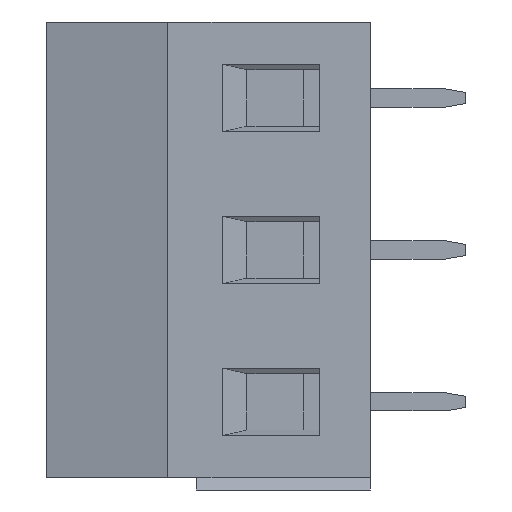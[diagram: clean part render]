
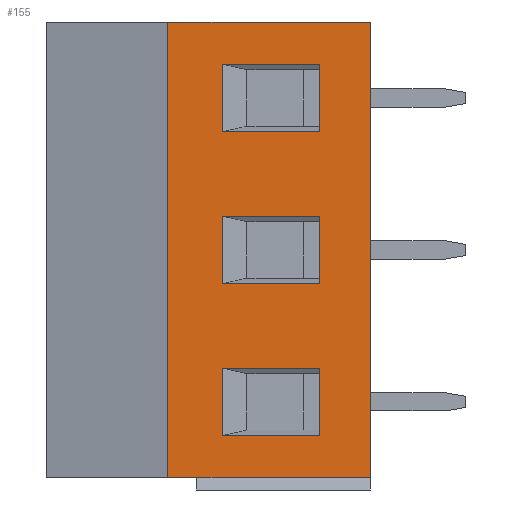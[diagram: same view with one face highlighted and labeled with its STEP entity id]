
A CAD part, left-side view. The second image highlights one B-rep face of the part: STEP entity #155.
In plain terms, the highlighted planar face has unit normal (-1, 0, 0).
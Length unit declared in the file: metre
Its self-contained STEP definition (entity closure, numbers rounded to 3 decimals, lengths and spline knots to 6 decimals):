
#155=ADVANCED_FACE('',(#385,#386,#387,#388),#389,.F.);
#385=FACE_OUTER_BOUND('',#689,.T.);
#386=FACE_BOUND('',#690,.T.);
#387=FACE_BOUND('',#691,.T.);
#388=FACE_BOUND('',#692,.T.);
#389=PLANE('',#693);
#689=EDGE_LOOP('',(#1120,#1121,#1122,#1123));
#690=EDGE_LOOP('',(#1124,#1125,#1126,#1127));
#691=EDGE_LOOP('',(#1128,#1129,#1130,#1131));
#692=EDGE_LOOP('',(#1132,#1133,#1134,#1135));
#693=AXIS2_PLACEMENT_3D('',#1136,#1137,#1138);
#1120=ORIENTED_EDGE('',*,*,#1789,.T.);
#1121=ORIENTED_EDGE('',*,*,#1902,.F.);
#1122=ORIENTED_EDGE('',*,*,#1818,.F.);
#1123=ORIENTED_EDGE('',*,*,#1824,.T.);
#1124=ORIENTED_EDGE('',*,*,#1903,.F.);
#1125=ORIENTED_EDGE('',*,*,#1904,.F.);
#1126=ORIENTED_EDGE('',*,*,#1865,.T.);
#1127=ORIENTED_EDGE('',*,*,#1905,.F.);
#1128=ORIENTED_EDGE('',*,*,#1906,.F.);
#1129=ORIENTED_EDGE('',*,*,#1907,.F.);
#1130=ORIENTED_EDGE('',*,*,#1908,.T.);
#1131=ORIENTED_EDGE('',*,*,#1909,.F.);
#1132=ORIENTED_EDGE('',*,*,#1898,.F.);
#1133=ORIENTED_EDGE('',*,*,#1910,.F.);
#1134=ORIENTED_EDGE('',*,*,#1911,.T.);
#1135=ORIENTED_EDGE('',*,*,#1912,.F.);
#1136=CARTESIAN_POINT('',(0.189832,0.129229,-0.00508));
#1137=DIRECTION('',(1.0,0.0,0.0));
#1138=DIRECTION('',(0.0,1.0,0.0));
#1789=EDGE_CURVE('',#2132,#2129,#2133,.T.);
#1818=EDGE_CURVE('',#2185,#2186,#2187,.T.);
#1824=EDGE_CURVE('',#2185,#2132,#2196,.T.);
#1865=EDGE_CURVE('',#2266,#2263,#2267,.T.);
#1898=EDGE_CURVE('',#2319,#2322,#2323,.T.);
#1902=EDGE_CURVE('',#2186,#2129,#2328,.T.);
#1903=EDGE_CURVE('',#2329,#2330,#2331,.T.);
#1904=EDGE_CURVE('',#2266,#2329,#2332,.T.);
#1905=EDGE_CURVE('',#2330,#2263,#2333,.T.);
#1906=EDGE_CURVE('',#2334,#2335,#2336,.T.);
#1907=EDGE_CURVE('',#2337,#2334,#2338,.T.);
#1908=EDGE_CURVE('',#2337,#2339,#2340,.T.);
#1909=EDGE_CURVE('',#2335,#2339,#2341,.T.);
#1910=EDGE_CURVE('',#2342,#2319,#2343,.T.);
#1911=EDGE_CURVE('',#2342,#2344,#2345,.T.);
#1912=EDGE_CURVE('',#2322,#2344,#2346,.T.);
#2129=VERTEX_POINT('',#2623);
#2132=VERTEX_POINT('',#2627);
#2133=LINE('',#2628,#2629);
#2185=VERTEX_POINT('',#2706);
#2186=VERTEX_POINT('',#2707);
#2187=LINE('',#2708,#2709);
#2196=LINE('',#2722,#2723);
#2263=VERTEX_POINT('',#2816);
#2266=VERTEX_POINT('',#2820);
#2267=LINE('',#2821,#2822);
#2319=VERTEX_POINT('',#2894);
#2322=VERTEX_POINT('',#2898);
#2323=LINE('',#2899,#2900);
#2328=LINE('',#2907,#2908);
#2329=VERTEX_POINT('',#2909);
#2330=VERTEX_POINT('',#2910);
#2331=LINE('',#2911,#2912);
#2332=LINE('',#2913,#2914);
#2333=LINE('',#2915,#2916);
#2334=VERTEX_POINT('',#2917);
#2335=VERTEX_POINT('',#2918);
#2336=LINE('',#2919,#2920);
#2337=VERTEX_POINT('',#2921);
#2338=LINE('',#2922,#2923);
#2339=VERTEX_POINT('',#2924);
#2340=LINE('',#2925,#2926);
#2341=LINE('',#2927,#2928);
#2342=VERTEX_POINT('',#2929);
#2343=LINE('',#2930,#2931);
#2344=VERTEX_POINT('',#2932);
#2345=LINE('',#2933,#2934);
#2346=LINE('',#2935,#2936);
#2623=CARTESIAN_POINT('',(0.189832,0.129229,0.00605));
#2627=CARTESIAN_POINT('',(0.189832,0.129229,-0.01645));
#2628=CARTESIAN_POINT('',(0.189832,0.129229,-0.00508));
#2629=VECTOR('',#3300,1.0);
#2706=CARTESIAN_POINT('',(0.189832,0.139229,-0.01645));
#2707=CARTESIAN_POINT('',(0.189832,0.139229,0.00605));
#2708=CARTESIAN_POINT('',(0.189832,0.139229,-0.00508));
#2709=VECTOR('',#3326,1.0);
#2722=CARTESIAN_POINT('',(0.189832,0.129229,-0.01645));
#2723=VECTOR('',#3331,1.0);
#2816=CARTESIAN_POINT('',(0.189832,0.131729,-0.006868));
#2820=CARTESIAN_POINT('',(0.189832,0.131729,-0.003532));
#2821=CARTESIAN_POINT('',(0.189832,0.131729,-0.0179));
#2822=VECTOR('',#3377,1.0);
#2894=CARTESIAN_POINT('',(0.189832,0.136521,0.003968));
#2898=CARTESIAN_POINT('',(0.189832,0.136521,0.000632));
#2899=CARTESIAN_POINT('',(0.189832,0.136521,0.0009));
#2900=VECTOR('',#3414,1.0);
#2907=CARTESIAN_POINT('',(0.189832,0.129229,0.00605));
#2908=VECTOR('',#3417,1.0);
#2909=CARTESIAN_POINT('',(0.189832,0.136521,-0.003532));
#2910=CARTESIAN_POINT('',(0.189832,0.136521,-0.006868));
#2911=CARTESIAN_POINT('',(0.189832,0.136521,-0.0066));
#2912=VECTOR('',#3418,1.0);
#2913=CARTESIAN_POINT('',(0.189832,0.136521,-0.003532));
#2914=VECTOR('',#3419,1.0);
#2915=CARTESIAN_POINT('',(0.189832,0.132529,-0.006868));
#2916=VECTOR('',#3420,1.0);
#2917=CARTESIAN_POINT('',(0.189832,0.136521,-0.011032));
#2918=CARTESIAN_POINT('',(0.189832,0.136521,-0.014368));
#2919=CARTESIAN_POINT('',(0.189832,0.136521,-0.0141));
#2920=VECTOR('',#3421,1.0);
#2921=CARTESIAN_POINT('',(0.189832,0.131729,-0.011032));
#2922=CARTESIAN_POINT('',(0.189832,0.136521,-0.011032));
#2923=VECTOR('',#3422,1.0);
#2924=CARTESIAN_POINT('',(0.189832,0.131729,-0.014368));
#2925=CARTESIAN_POINT('',(0.189832,0.131729,-0.01524));
#2926=VECTOR('',#3423,1.0);
#2927=CARTESIAN_POINT('',(0.189832,0.132529,-0.014368));
#2928=VECTOR('',#3424,1.0);
#2929=CARTESIAN_POINT('',(0.189832,0.131729,0.003968));
#2930=CARTESIAN_POINT('',(0.189832,0.136521,0.003968));
#2931=VECTOR('',#3425,1.0);
#2932=CARTESIAN_POINT('',(0.189832,0.131729,0.000632));
#2933=CARTESIAN_POINT('',(0.189832,0.131729,-0.0104));
#2934=VECTOR('',#3426,1.0);
#2935=CARTESIAN_POINT('',(0.189832,0.132529,0.000632));
#2936=VECTOR('',#3427,1.0);
#3300=DIRECTION('',(0.0,0.0,1.0));
#3326=DIRECTION('',(0.0,0.0,1.0));
#3331=DIRECTION('',(0.0,-1.0,0.0));
#3377=DIRECTION('',(0.0,0.0,-1.0));
#3414=DIRECTION('',(0.0,0.0,-1.0));
#3417=DIRECTION('',(0.0,-1.0,0.0));
#3418=DIRECTION('',(0.0,0.0,-1.0));
#3419=DIRECTION('',(0.0,1.0,0.0));
#3420=DIRECTION('',(0.0,-1.0,0.0));
#3421=DIRECTION('',(0.0,0.0,-1.0));
#3422=DIRECTION('',(0.0,1.0,0.0));
#3423=DIRECTION('',(0.0,0.0,-1.0));
#3424=DIRECTION('',(0.0,-1.0,0.));
#3425=DIRECTION('',(0.0,1.0,0.0));
#3426=DIRECTION('',(0.0,0.0,-1.0));
#3427=DIRECTION('',(0.0,-1.0,0.0));
